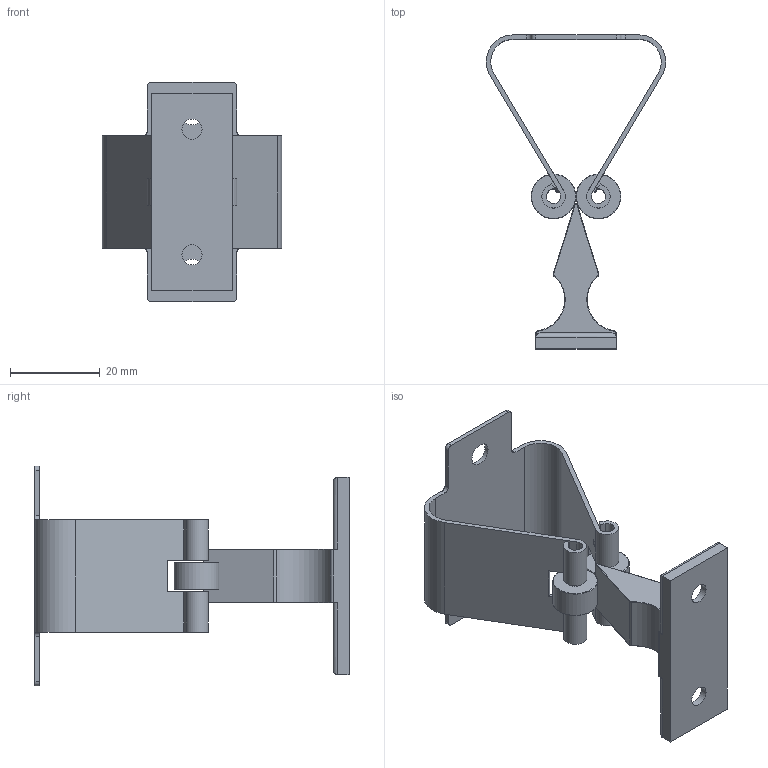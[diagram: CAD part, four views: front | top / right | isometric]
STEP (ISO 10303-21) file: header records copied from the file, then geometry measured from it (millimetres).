
FILE_DESCRIPTION(/* description */ (''),/* implementation_level */ '2;1');
FILE_NAME(/* name */ '1301TN.stp',/* time_stamp */ '2018-03-06T16:51:22+01:00',/* author */ ('Giuliano'),/* organization */ (''),/* preprocessor_version */ 'ST-DEVELOPER v16.5',/* originating_system */ 'Autodesk Inventor 2017',/* authorisation */ '');
FILE_SCHEMA (('AUTOMOTIVE_DESIGN { 1 0 10303 214 3 1 1 }'));
Length unit declared in the file: millimetre
Products named in the file (1): Pièce2
Bounding box: 39.98 x 70 x 49 mm (x, y, z)
Volume: 9169.5 mm3; surface area: 11282.2 mm2
Topology: 4 solids, 4 shells, 192 faces, 471 edges, 290 vertices
Faces by surface type: cylinder 79, plane 71, torus 20, bspline 10, cone 8, sphere 4
Full cylindrical faces by diameter (mm): 3.2 x2, 4.5 x2, 5.1 x2, 10 x2
Entity records: 5937 total; most frequent: CARTESIAN_POINT 1144, DIRECTION 1019, ORIENTED_EDGE 900, EDGE_CURVE 449, AXIS2_PLACEMENT_3D 387, VERTEX_POINT 282, LINE 245, VECTOR 245
